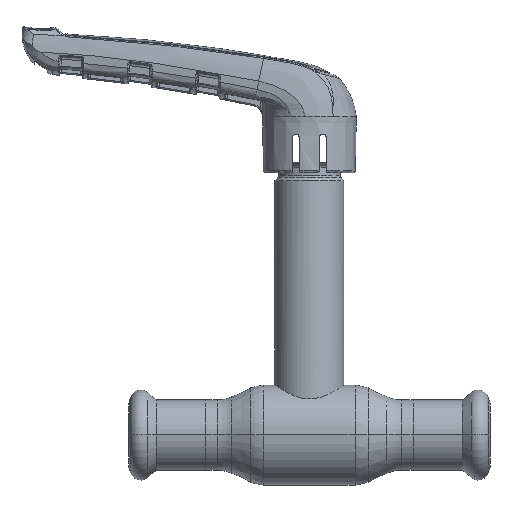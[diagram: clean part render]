
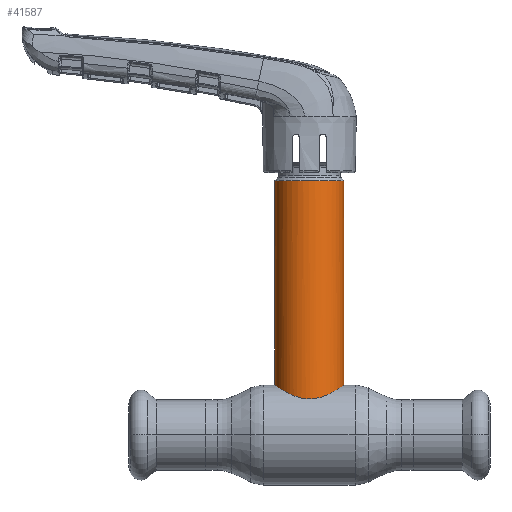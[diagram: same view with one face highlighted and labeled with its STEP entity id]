
A CAD part, top view. The second image highlights one B-rep face of the part: STEP entity #41587.
In plain terms, the highlighted cylindrical face has radius 9 mm (diameter 18 mm), a partial arc.
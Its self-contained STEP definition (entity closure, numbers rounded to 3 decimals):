
#62 = ORIENTED_EDGE ( 'NONE', *, *, #20629, .T. ) ;
#939 = CARTESIAN_POINT ( 'NONE',  ( 9., 66.219, 0. ) ) ;
#2933 = EDGE_CURVE ( 'NONE', #20500, #52934, #31012, .T. ) ;
#3685 = CARTESIAN_POINT ( 'NONE',  ( -8.937, 12.956, 1.223 ) ) ;
#3896 = CARTESIAN_POINT ( 'NONE',  ( 2.969, 9.827, 8.516 ) ) ;
#4000 = CARTESIAN_POINT ( 'NONE',  ( 9., 0., 0. ) ) ;
#4101 = CARTESIAN_POINT ( 'NONE',  ( 9., 13., 0.305 ) ) ;
#4255 = ORIENTED_EDGE ( 'NONE', *, *, #2933, .F. ) ;
#4322 = CARTESIAN_POINT ( 'NONE',  ( -1.227, 9.456, 8.921 ) ) ;
#8332 = CARTESIAN_POINT ( 'NONE',  ( -0.618, 9.396, 8.984 ) ) ;
#8551 = CARTESIAN_POINT ( 'NONE',  ( 5.933, 11.095, 6.791 ) ) ;
#8750 = CARTESIAN_POINT ( 'NONE',  ( 4.041, 10.212, 8.047 ) ) ;
#9190 = CARTESIAN_POINT ( 'NONE',  ( -4.052, 10.206, 8.057 ) ) ;
#13170 = CARTESIAN_POINT ( 'NONE',  ( -8.046, 12.358, 4.075 ) ) ;
#13389 = CARTESIAN_POINT ( 'NONE',  ( -8.51, 12.665, 2.988 ) ) ;
#13600 = CARTESIAN_POINT ( 'NONE',  ( 8.511, 12.665, 2.987 ) ) ;
#15415 = CARTESIAN_POINT ( 'NONE',  ( 0., 66.219, 0. ) ) ;
#15621 = DIRECTION ( 'NONE',  ( -1., 0., 0. ) ) ;
#18038 = CARTESIAN_POINT ( 'NONE',  ( -5.938, 11.097, 6.787 ) ) ;
#18461 = CARTESIAN_POINT ( 'NONE',  ( 8.875, 12.914, 1.525 ) ) ;
#18666 = CARTESIAN_POINT ( 'NONE',  ( -7.764, 12.174, 4.589 ) ) ;
#18826 = VECTOR ( 'NONE', #28167, 1000. ) ;
#19206 = CARTESIAN_POINT ( 'NONE',  ( 0., 0., 0. ) ) ;
#19548 = B_SPLINE_CURVE_WITH_KNOTS ( 'NONE', 3,
 ( #51611, #45875, #3685, #37563, #13389, #13170, #18666, #47309, #47115, #18038, #32473, #28457, #9190, #52658, #57517, #23354, #33313, #27634, #4322, #8332, #61549, #33100, #22935, #32908, #3896, #37777, #8750, #38206, #56896, #51820, #8551, #62217, #37357, #37996, #42451, #52240, #42671, #13600, #47532, #18461, #57320, #28262, #4101, #39834 ),
 .UNSPECIFIED., .F., .F.,
 ( 4, 2, 2, 2, 2, 2, 2, 2, 2, 2, 2, 2, 2, 2, 2, 2, 2, 2, 2, 2, 2, 4 ),
 ( 0., 0.002, 0.004, 0.005, 0.007, 0.009, 0.011, 0.012, 0.013, 0.014, 0.015, 0.016, 0.018, 0.019, 0.02, 0.022, 0.024, 0.025, 0.026, 0.027, 0.028, 0.029 ),
 .UNSPECIFIED. ) ;
#20500 = VERTEX_POINT ( 'NONE', #939 ) ;
#20629 = EDGE_CURVE ( 'NONE', #20500, #61904, #38496, .T. ) ;
#22935 = CARTESIAN_POINT ( 'NONE',  ( 1.215, 9.441, 8.938 ) ) ;
#23354 = CARTESIAN_POINT ( 'NONE',  ( -2.403, 9.68, 8.678 ) ) ;
#27634 = CARTESIAN_POINT ( 'NONE',  ( -1.526, 9.5, 8.875 ) ) ;
#28167 = DIRECTION ( 'NONE',  ( 0., -1., 0. ) ) ;
#28262 = CARTESIAN_POINT ( 'NONE',  ( 8.985, 12.989, 0.61 ) ) ;
#28457 = CARTESIAN_POINT ( 'NONE',  ( -4.552, 10.419, 7.785 ) ) ;
#30623 = CARTESIAN_POINT ( 'NONE',  ( -9., 66.219, 0. ) ) ;
#31012 = LINE ( 'NONE', #4000, #49209 ) ;
#31601 = FACE_OUTER_BOUND ( 'NONE', #38311, .T. ) ;
#32473 = CARTESIAN_POINT ( 'NONE',  ( -5.494, 10.863, 7.151 ) ) ;
#32908 = CARTESIAN_POINT ( 'NONE',  ( 2.405, 9.667, 8.694 ) ) ;
#33100 = CARTESIAN_POINT ( 'NONE',  ( 0.609, 9.381, 9. ) ) ;
#33313 = CARTESIAN_POINT ( 'NONE',  ( -2.114, 9.612, 8.753 ) ) ;
#34887 = CARTESIAN_POINT ( 'NONE',  ( 9., 13., 0. ) ) ;
#37010 = EDGE_CURVE ( 'NONE', #58382, #52934, #19548, .T. ) ;
#37357 = CARTESIAN_POINT ( 'NONE',  ( 7.112, 11.769, 5.546 ) ) ;
#37563 = CARTESIAN_POINT ( 'NONE',  ( -8.694, 12.789, 2.406 ) ) ;
#37777 = CARTESIAN_POINT ( 'NONE',  ( 3.778, 10.11, 8.174 ) ) ;
#37996 = CARTESIAN_POINT ( 'NONE',  ( 7.597, 12.07, 4.835 ) ) ;
#38206 = CARTESIAN_POINT ( 'NONE',  ( 4.547, 10.422, 7.772 ) ) ;
#38311 = EDGE_LOOP ( 'NONE', ( #4255, #62, #40189, #39231 ) ) ;
#38496 = CIRCLE ( 'NONE', #53355, 9. ) ;
#38562 = LINE ( 'NONE', #57418, #18826 ) ;
#39231 = ORIENTED_EDGE ( 'NONE', *, *, #37010, .T. ) ;
#39834 = CARTESIAN_POINT ( 'NONE',  ( 9., 13., 0. ) ) ;
#40189 = ORIENTED_EDGE ( 'NONE', *, *, #42582, .T. ) ;
#41494 = AXIS2_PLACEMENT_3D ( 'NONE', #19206, #45907, #48392 ) ;
#41587 = ADVANCED_FACE ( 'NONE', ( #31601 ), #57435, .T. ) ;
#42451 = CARTESIAN_POINT ( 'NONE',  ( 7.748, 12.166, 4.589 ) ) ;
#42573 = DIRECTION ( 'NONE',  ( 0., -1., 0. ) ) ;
#42582 = EDGE_CURVE ( 'NONE', #61904, #58382, #38562, .T. ) ;
#42671 = CARTESIAN_POINT ( 'NONE',  ( 8.159, 12.433, 3.81 ) ) ;
#45875 = CARTESIAN_POINT ( 'NONE',  ( -9., 13., 0.618 ) ) ;
#45907 = DIRECTION ( 'NONE',  ( 0., -1., 0. ) ) ;
#47115 = CARTESIAN_POINT ( 'NONE',  ( -6.744, 11.549, 5.986 ) ) ;
#47309 = CARTESIAN_POINT ( 'NONE',  ( -7.11, 11.768, 5.549 ) ) ;
#47532 = CARTESIAN_POINT ( 'NONE',  ( 8.691, 12.787, 2.417 ) ) ;
#48392 = DIRECTION ( 'NONE',  ( -1., 0., 0. ) ) ;
#49136 = DIRECTION ( 'NONE',  ( 0., -1., 0. ) ) ;
#49209 = VECTOR ( 'NONE', #42573, 1000. ) ;
#51611 = CARTESIAN_POINT ( 'NONE',  ( -9., 13., 0. ) ) ;
#51820 = CARTESIAN_POINT ( 'NONE',  ( 5.496, 10.864, 7.15 ) ) ;
#52240 = CARTESIAN_POINT ( 'NONE',  ( 8.029, 12.347, 4.077 ) ) ;
#52658 = CARTESIAN_POINT ( 'NONE',  ( -3.249, 9.924, 8.398 ) ) ;
#52934 = VERTEX_POINT ( 'NONE', #34887 ) ;
#53355 = AXIS2_PLACEMENT_3D ( 'NONE', #15415, #49136, #15621 ) ;
#54056 = CARTESIAN_POINT ( 'NONE',  ( -9., 13., 0. ) ) ;
#56896 = CARTESIAN_POINT ( 'NONE',  ( 4.79, 10.531, 7.625 ) ) ;
#57320 = CARTESIAN_POINT ( 'NONE',  ( 8.922, 12.946, 1.22 ) ) ;
#57418 = CARTESIAN_POINT ( 'NONE',  ( -9., 0., 0. ) ) ;
#57435 = CYLINDRICAL_SURFACE ( 'NONE', #41494, 9. ) ;
#57517 = CARTESIAN_POINT ( 'NONE',  ( -2.971, 9.836, 8.501 ) ) ;
#58382 = VERTEX_POINT ( 'NONE', #54056 ) ;
#61549 = CARTESIAN_POINT ( 'NONE',  ( -0.308, 9.381, 9. ) ) ;
#61904 = VERTEX_POINT ( 'NONE', #30623 ) ;
#62217 = CARTESIAN_POINT ( 'NONE',  ( 6.747, 11.55, 5.984 ) ) ;
